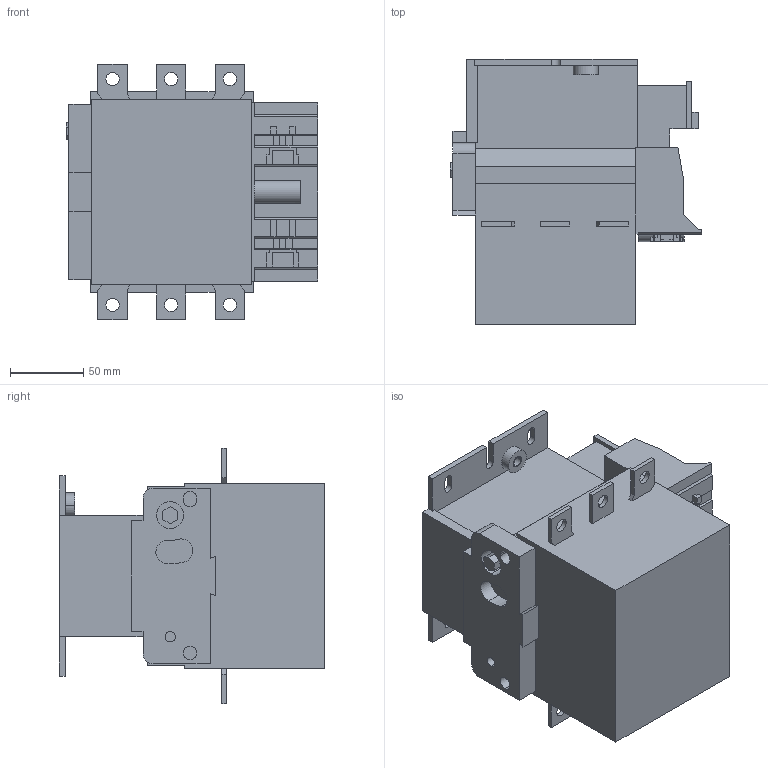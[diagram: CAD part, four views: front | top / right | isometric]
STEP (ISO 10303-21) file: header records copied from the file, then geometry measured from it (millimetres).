
FILE_DESCRIPTION((''),'2;1');
FILE_NAME('CR1F185M7','2017-12-15T',('SESA468396'),('Schneider-Electric'),'PRO/ENGINEER BY PARAMETRIC TECHNOLOGY CORPORATION, 2015440','PRO/ENGINEER BY PARAMETRIC TECHNOLOGY CORPORATION, 2015440','');
FILE_SCHEMA(('CONFIG_CONTROL_DESIGN'));
Length unit declared in the file: millimetre
Products named in the file (1): CR1F185M7
Bounding box: 171.8 x 180.75 x 174 mm (x, y, z)
Volume: 2584364.4 mm3; surface area: 160034.7 mm2
Topology: 1 solids, 2 shells, 322 faces, 872 edges, 568 vertices
Faces by surface type: plane 273, cylinder 49
Entity records: 10044 total; most frequent: CARTESIAN_POINT 1763, ORIENTED_EDGE 1740, DIRECTION 1618, EDGE_CURVE 872, VECTOR 772, LINE 772, VERTEX_POINT 568, AXIS2_PLACEMENT_3D 423
